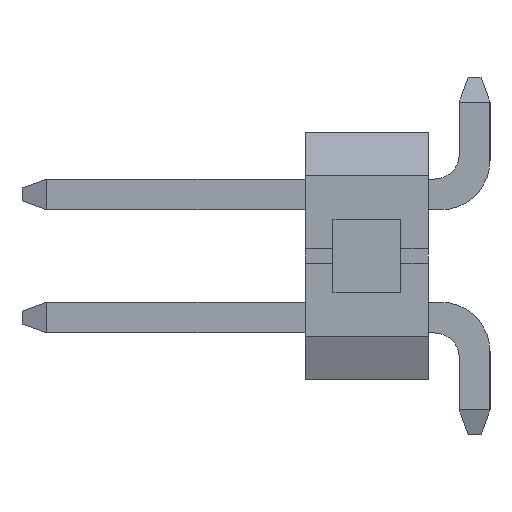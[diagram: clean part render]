
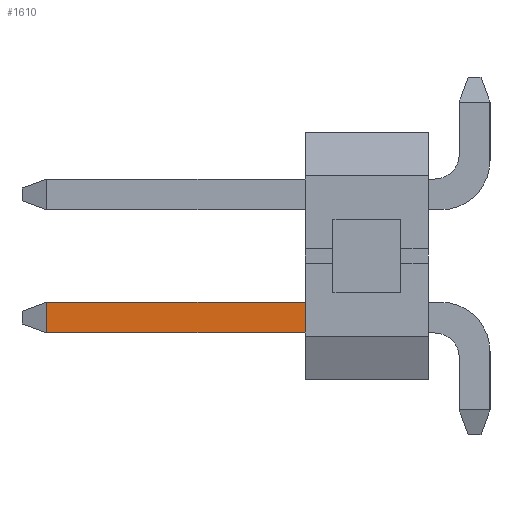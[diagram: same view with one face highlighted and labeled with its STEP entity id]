
A CAD part, left-side view. The second image highlights one B-rep face of the part: STEP entity #1610.
In plain terms, the highlighted planar face has unit normal (-1, 0, 0).
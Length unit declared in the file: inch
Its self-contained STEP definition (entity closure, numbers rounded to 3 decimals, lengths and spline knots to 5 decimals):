
#1610 = ADVANCED_FACE ( 'NONE', ( #1742 ), #17862, .F. ) ;
#1742 = FACE_OUTER_BOUND ( 'NONE', #38294, .T. ) ;
#8012 = CARTESIAN_POINT ( 'NONE',  ( -0.0125, -0.055, -0.0625 ) ) ;
#8276 = LINE ( 'NONE', #27470, #19226 ) ;
#10960 = DIRECTION ( 'NONE',  ( 1., 0., 0. ) ) ;
#14172 = CARTESIAN_POINT ( 'NONE',  ( -0.0125, 0.05, -0.0375 ) ) ;
#14419 = DIRECTION ( 'NONE',  ( 0., -1., 0. ) ) ;
#15045 = DIRECTION ( 'NONE',  ( 0., 0., -1. ) ) ;
#15081 = ORIENTED_EDGE ( 'NONE', *, *, #35632, .F. ) ;
#16237 = DIRECTION ( 'NONE',  ( 0., 1., 0. ) ) ;
#16394 = VERTEX_POINT ( 'NONE', #14172 ) ;
#17862 = PLANE ( 'NONE',  #29673 ) ;
#18019 = CARTESIAN_POINT ( 'NONE',  ( -0.0125, 0.26, -0.0375 ) ) ;
#19226 = VECTOR ( 'NONE', #52086, 39.37008 ) ;
#22327 = VECTOR ( 'NONE', #50187, 39.37008 ) ;
#26814 = LINE ( 'NONE', #8012, #36513 ) ;
#27470 = CARTESIAN_POINT ( 'NONE',  ( -0.0125, 0.05, 0.1 ) ) ;
#29091 = VERTEX_POINT ( 'NONE', #48054 ) ;
#29673 = AXIS2_PLACEMENT_3D ( 'NONE', #31279, #10960, #15045 ) ;
#31279 = CARTESIAN_POINT ( 'NONE',  ( -0.0125, -0.055, -0.0825 ) ) ;
#32018 = LINE ( 'NONE', #33917, #22327 ) ;
#33917 = CARTESIAN_POINT ( 'NONE',  ( -0.0125, 0.26, -0.0825 ) ) ;
#34131 = ORIENTED_EDGE ( 'NONE', *, *, #41205, .F. ) ;
#34945 = CARTESIAN_POINT ( 'NONE',  ( -0.0125, -0.06, -0.0375 ) ) ;
#35632 = EDGE_CURVE ( 'NONE', #52476, #29091, #26814, .T. ) ;
#36513 = VECTOR ( 'NONE', #16237, 39.37008 ) ;
#37634 = LINE ( 'NONE', #34945, #48509 ) ;
#38294 = EDGE_LOOP ( 'NONE', ( #50453, #49140, #15081, #34131 ) ) ;
#41205 = EDGE_CURVE ( 'NONE', #16394, #52476, #8276, .T. ) ;
#41564 = EDGE_CURVE ( 'NONE', #53316, #29091, #32018, .T. ) ;
#42351 = EDGE_CURVE ( 'NONE', #53316, #16394, #37634, .T. ) ;
#48054 = CARTESIAN_POINT ( 'NONE',  ( -0.0125, 0.26, -0.0625 ) ) ;
#48509 = VECTOR ( 'NONE', #14419, 39.37008 ) ;
#49140 = ORIENTED_EDGE ( 'NONE', *, *, #41564, .T. ) ;
#50187 = DIRECTION ( 'NONE',  ( 0., 0., -1. ) ) ;
#50453 = ORIENTED_EDGE ( 'NONE', *, *, #42351, .F. ) ;
#51900 = CARTESIAN_POINT ( 'NONE',  ( -0.0125, 0.05, -0.0625 ) ) ;
#52086 = DIRECTION ( 'NONE',  ( 0., 0., -1. ) ) ;
#52476 = VERTEX_POINT ( 'NONE', #51900 ) ;
#53316 = VERTEX_POINT ( 'NONE', #18019 ) ;
